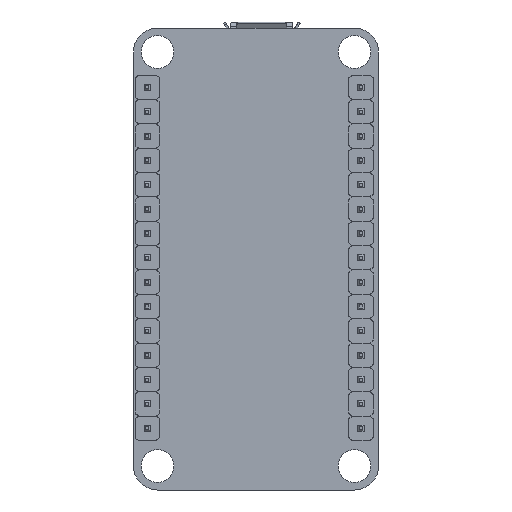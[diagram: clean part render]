
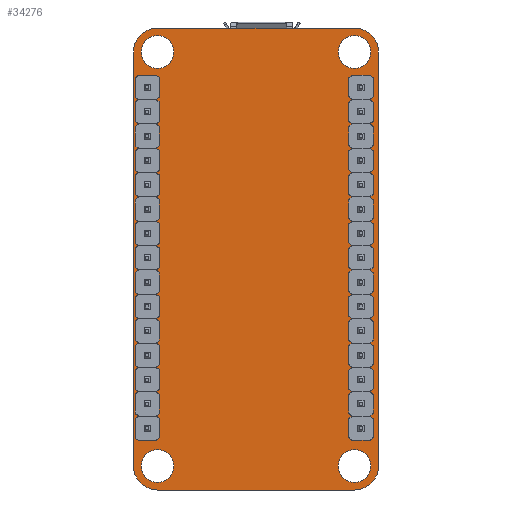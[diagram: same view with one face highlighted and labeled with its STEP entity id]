
A CAD part, front view. The second image highlights one B-rep face of the part: STEP entity #34276.
In plain terms, the highlighted planar face has unit normal (0, -1, 0).
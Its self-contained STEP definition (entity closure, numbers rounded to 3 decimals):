
#929=FACE_BOUND('',#5232,.T.);
#930=FACE_BOUND('',#5233,.T.);
#931=FACE_BOUND('',#5234,.T.);
#932=FACE_BOUND('',#5235,.T.);
#1717=PLANE('',#36765);
#3233=FACE_OUTER_BOUND('',#5231,.T.);
#5231=EDGE_LOOP('',(#26739,#26740,#26741,#26742,#26743,#26744,#26745,#26746));
#5232=EDGE_LOOP('',(#26747));
#5233=EDGE_LOOP('',(#26748));
#5234=EDGE_LOOP('',(#26749));
#5235=EDGE_LOOP('',(#26750));
#8086=LINE('',#53250,#11766);
#8089=LINE('',#53256,#11769);
#8090=LINE('',#53260,#11770);
#8091=LINE('',#53264,#11771);
#11766=VECTOR('',#42461,10.);
#11769=VECTOR('',#42466,10.);
#11770=VECTOR('',#42469,10.);
#11771=VECTOR('',#42472,10.);
#14252=CIRCLE('',#36763,2.5);
#14253=CIRCLE('',#36766,2.5);
#14254=CIRCLE('',#36767,2.5);
#14255=CIRCLE('',#36768,2.5);
#14256=CIRCLE('',#36769,1.705);
#14257=CIRCLE('',#36770,1.705);
#14258=CIRCLE('',#36771,1.705);
#14259=CIRCLE('',#36772,1.705);
#16201=VERTEX_POINT('',#53243);
#16202=VERTEX_POINT('',#53245);
#16203=VERTEX_POINT('',#53249);
#16205=VERTEX_POINT('',#53255);
#16206=VERTEX_POINT('',#53257);
#16207=VERTEX_POINT('',#53259);
#16208=VERTEX_POINT('',#53261);
#16209=VERTEX_POINT('',#53263);
#16210=VERTEX_POINT('',#53266);
#16211=VERTEX_POINT('',#53268);
#16212=VERTEX_POINT('',#53270);
#16213=VERTEX_POINT('',#53272);
#20064=EDGE_CURVE('',#16201,#16202,#14252,.T.);
#20066=EDGE_CURVE('',#16202,#16203,#8086,.T.);
#20069=EDGE_CURVE('',#16205,#16201,#8089,.T.);
#20070=EDGE_CURVE('',#16206,#16205,#14253,.T.);
#20071=EDGE_CURVE('',#16207,#16206,#8090,.T.);
#20072=EDGE_CURVE('',#16208,#16207,#14254,.T.);
#20073=EDGE_CURVE('',#16209,#16208,#8091,.T.);
#20074=EDGE_CURVE('',#16203,#16209,#14255,.T.);
#20075=EDGE_CURVE('',#16210,#16210,#14256,.T.);
#20076=EDGE_CURVE('',#16211,#16211,#14257,.T.);
#20077=EDGE_CURVE('',#16212,#16212,#14258,.T.);
#20078=EDGE_CURVE('',#16213,#16213,#14259,.T.);
#26739=ORIENTED_EDGE('',*,*,#20064,.F.);
#26740=ORIENTED_EDGE('',*,*,#20069,.F.);
#26741=ORIENTED_EDGE('',*,*,#20070,.F.);
#26742=ORIENTED_EDGE('',*,*,#20071,.F.);
#26743=ORIENTED_EDGE('',*,*,#20072,.F.);
#26744=ORIENTED_EDGE('',*,*,#20073,.F.);
#26745=ORIENTED_EDGE('',*,*,#20074,.F.);
#26746=ORIENTED_EDGE('',*,*,#20066,.F.);
#26747=ORIENTED_EDGE('',*,*,#20075,.T.);
#26748=ORIENTED_EDGE('',*,*,#20076,.T.);
#26749=ORIENTED_EDGE('',*,*,#20077,.T.);
#26750=ORIENTED_EDGE('',*,*,#20078,.T.);
#34276=ADVANCED_FACE('',(#3233,#929,#930,#931,#932),#1717,.F.);
#36763=AXIS2_PLACEMENT_3D('',#53246,#42456,#42457);
#36765=AXIS2_PLACEMENT_3D('',#53254,#42464,#42465);
#36766=AXIS2_PLACEMENT_3D('',#53258,#42467,#42468);
#36767=AXIS2_PLACEMENT_3D('',#53262,#42470,#42471);
#36768=AXIS2_PLACEMENT_3D('',#53265,#42473,#42474);
#36769=AXIS2_PLACEMENT_3D('',#53267,#42475,#42476);
#36770=AXIS2_PLACEMENT_3D('',#53269,#42477,#42478);
#36771=AXIS2_PLACEMENT_3D('',#53271,#42479,#42480);
#36772=AXIS2_PLACEMENT_3D('',#53273,#42481,#42482);
#42456=DIRECTION('center_axis',(0.,1.,0.));
#42457=DIRECTION('ref_axis',(0.707,0.,-0.707));
#42461=DIRECTION('',(-1.,0.,0.));
#42464=DIRECTION('center_axis',(0.,1.,0.));
#42465=DIRECTION('ref_axis',(1.,0.,0.));
#42466=DIRECTION('',(0.,0.,-1.));
#42467=DIRECTION('center_axis',(0.,1.,0.));
#42468=DIRECTION('ref_axis',(0.707,0.,0.707));
#42469=DIRECTION('',(1.,0.,0.));
#42470=DIRECTION('center_axis',(0.,1.,0.));
#42471=DIRECTION('ref_axis',(-0.707,0.,0.707));
#42472=DIRECTION('',(0.,0.,1.));
#42473=DIRECTION('center_axis',(0.,1.,0.));
#42474=DIRECTION('ref_axis',(-0.707,0.,-0.707));
#42475=DIRECTION('center_axis',(0.,1.,0.));
#42476=DIRECTION('ref_axis',(-1.,0.,0.));
#42477=DIRECTION('center_axis',(0.,1.,0.));
#42478=DIRECTION('ref_axis',(-1.,0.,0.));
#42479=DIRECTION('center_axis',(0.,1.,0.));
#42480=DIRECTION('ref_axis',(-1.,0.,0.));
#42481=DIRECTION('center_axis',(0.,1.,0.));
#42482=DIRECTION('ref_axis',(-1.,0.,0.));
#53243=CARTESIAN_POINT('',(25.55,0.,-45.69));
#53245=CARTESIAN_POINT('',(23.05,0.,-48.19));
#53246=CARTESIAN_POINT('Origin',(23.05,0.,-45.69));
#53249=CARTESIAN_POINT('',(2.5,0.,-48.19));
#53250=CARTESIAN_POINT('',(25.55,0.,-48.19));
#53254=CARTESIAN_POINT('Origin',(12.775,0.,-24.095));
#53255=CARTESIAN_POINT('',(25.55,0.,-2.5));
#53256=CARTESIAN_POINT('',(25.55,0.,0.));
#53257=CARTESIAN_POINT('',(23.05,0.,0.));
#53258=CARTESIAN_POINT('Origin',(23.05,0.,-2.5));
#53259=CARTESIAN_POINT('',(2.5,0.,0.));
#53260=CARTESIAN_POINT('',(0.,0.,0.));
#53261=CARTESIAN_POINT('',(0.,0.,-2.5));
#53262=CARTESIAN_POINT('Origin',(2.5,0.,-2.5));
#53263=CARTESIAN_POINT('',(0.,0.,-45.69));
#53264=CARTESIAN_POINT('',(0.,0.,-48.19));
#53265=CARTESIAN_POINT('Origin',(2.5,0.,-45.69));
#53266=CARTESIAN_POINT('',(4.205,0.,-45.69));
#53267=CARTESIAN_POINT('Origin',(2.5,0.,-45.69));
#53268=CARTESIAN_POINT('',(4.205,0.,-2.5));
#53269=CARTESIAN_POINT('Origin',(2.5,0.,-2.5));
#53270=CARTESIAN_POINT('',(24.755,0.,-45.69));
#53271=CARTESIAN_POINT('Origin',(23.05,0.,-45.69));
#53272=CARTESIAN_POINT('',(24.755,0.,-2.5));
#53273=CARTESIAN_POINT('Origin',(23.05,0.,-2.5));
